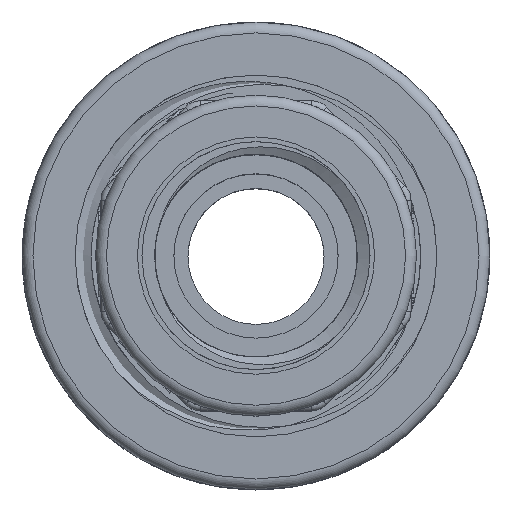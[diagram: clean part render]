
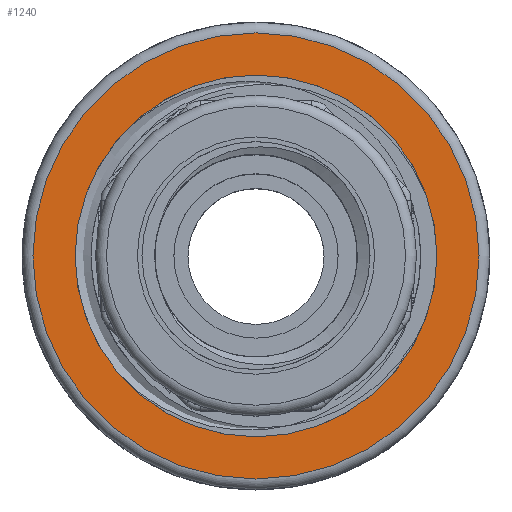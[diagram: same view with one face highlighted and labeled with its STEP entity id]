
A CAD part, top view. The second image highlights one B-rep face of the part: STEP entity #1240.
In plain terms, the highlighted planar face has unit normal (0, 0, 1).
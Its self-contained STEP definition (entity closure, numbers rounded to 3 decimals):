
#1240=ADVANCED_FACE('',(#3571,#3572),#1999,.T.);
#1999=PLANE('',#13627);
#3571=FACE_BOUND('',#3762,.T.);
#3572=FACE_BOUND('',#3763,.T.);
#3762=EDGE_LOOP('',(#5297));
#3763=EDGE_LOOP('',(#5298));
#4679=CIRCLE('',#13625,16.625);
#4680=CIRCLE('',#13626,20.5);
#5297=ORIENTED_EDGE('',*,*,#10465,.T.);
#5298=ORIENTED_EDGE('',*,*,#10466,.T.);
#9152=VERTEX_POINT('',#18842);
#9153=VERTEX_POINT('',#18844);
#10465=EDGE_CURVE('',#9152,#9152,#4679,.T.);
#10466=EDGE_CURVE('',#9153,#9153,#4680,.T.);
#13625=AXIS2_PLACEMENT_3D('',#18841,#14684,#14685);
#13626=AXIS2_PLACEMENT_3D('',#18843,#14686,#14687);
#13627=AXIS2_PLACEMENT_3D('',#18845,#14688,#14689);
#14684=DIRECTION('',(0.,0.,-1.));
#14685=DIRECTION('',(1.,0.,0.));
#14686=DIRECTION('',(0.,0.,1.));
#14687=DIRECTION('',(1.,0.,0.));
#14688=DIRECTION('',(0.,0.,1.));
#14689=DIRECTION('',(1.,0.,0.));
#18841=CARTESIAN_POINT('',(-10.,71.,13.1));
#18842=CARTESIAN_POINT('',(6.624,71.,13.1));
#18843=CARTESIAN_POINT('',(-10.,71.,13.1));
#18844=CARTESIAN_POINT('',(10.5,71.,13.1));
#18845=CARTESIAN_POINT('',(-10.,71.,13.1));
